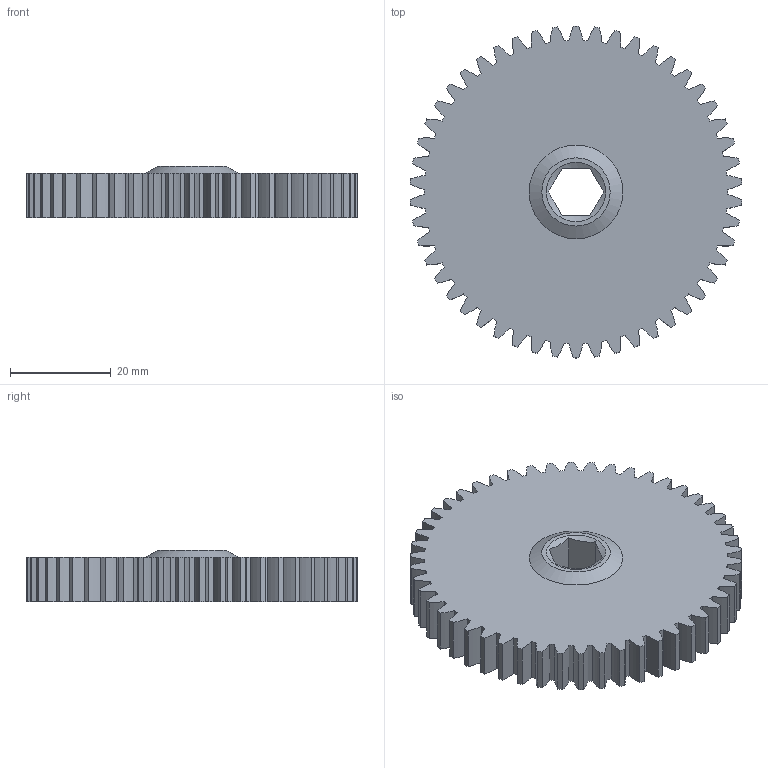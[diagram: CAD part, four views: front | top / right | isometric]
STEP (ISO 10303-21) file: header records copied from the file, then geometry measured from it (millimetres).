
FILE_DESCRIPTION(/* description */ (''),/* implementation_level */ '2;1');
FILE_NAME(/* name */ 'am-0149.ipt.step',/* time_stamp */ '2017-01-04T14:50:42-08:00',/* author */ ('Autodesk Inc.'),/* organization */ ('Autodesk Inc.'),/* preprocessor_version */ 'ST-DEVELOPER v16.5',/* originating_system */ 'Autodesk Inventor 2017',/* authorisation */ '');
FILE_SCHEMA (('AUTOMOTIVE_DESIGN { 1 0 10303 214 3 1 1 }'));
Length unit declared in the file: inch
Products named in the file (1): am-0149
Bounding box: 65.97 x 66.04 x 10.16 mm (x, y, z)
Volume: 27086.3 mm3; surface area: 10009.6 mm2
Topology: 1 solids, 1 shells, 211 faces, 623 edges, 415 vertices
Faces by surface type: cylinder 200, plane 9, cone 2
Entity records: 7534 total; most frequent: DIRECTION 1442, CARTESIAN_POINT 1260, ORIENTED_EDGE 1242, EDGE_CURVE 621, AXIS2_PLACEMENT_3D 615, VERTEX_POINT 415, CIRCLE 403, EDGE_LOOP 216
